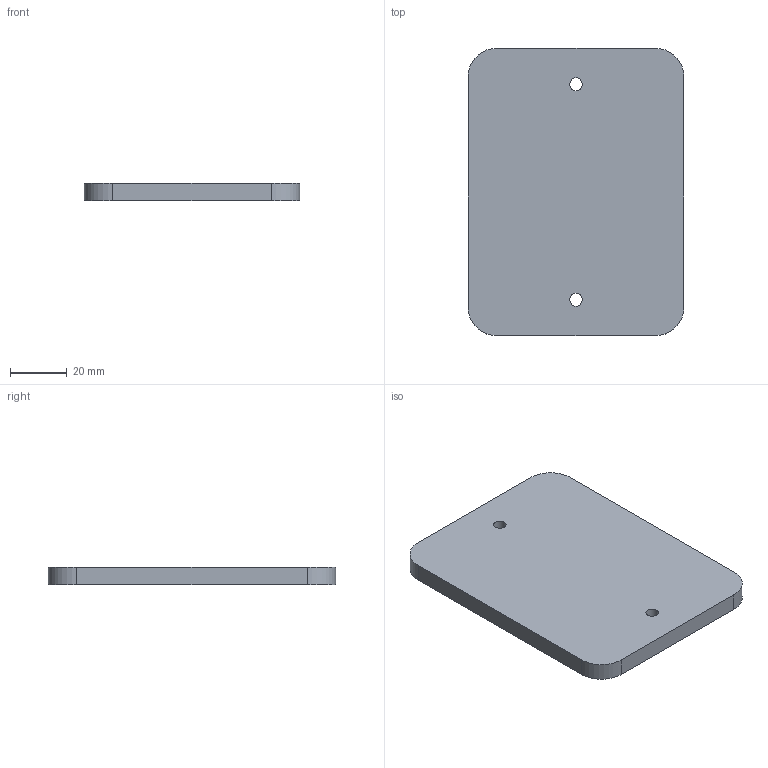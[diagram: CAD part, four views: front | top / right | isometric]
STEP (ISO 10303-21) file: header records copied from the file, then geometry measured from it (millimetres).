
FILE_DESCRIPTION(/* description */ (''),/* implementation_level */ '2;1');
FILE_NAME(/* name */ 'Steel Mass.step',/* time_stamp */ '2025-03-25T17:32:34-04:00',/* author */ (''),/* organization */ (''),/* preprocessor_version */ 'ST-DEVELOPER v20.1',/* originating_system */ 'Autodesk Translation Framework v14.4.0.0',/* authorisation */ '');
FILE_SCHEMA (('AUTOMOTIVE_DESIGN { 1 0 10303 214 3 1 1 }'));
Length unit declared in the file: millimetre
Products named in the file (1): Steel Mass
Bounding box: 76.2 x 101.6 x 6.35 mm (x, y, z)
Volume: 48355.1 mm3; surface area: 17554.8 mm2
Topology: 1 solids, 1 shells, 14 faces, 34 edges, 22 vertices
Faces by surface type: cylinder 6, plane 6, cone 2
Full cylindrical faces by diameter (mm): 4.496 x2
Entity records: 464 total; most frequent: DIRECTION 78, CARTESIAN_POINT 71, ORIENTED_EDGE 68, EDGE_CURVE 34, AXIS2_PLACEMENT_3D 29, VERTEX_POINT 22, LINE 20, VECTOR 20
